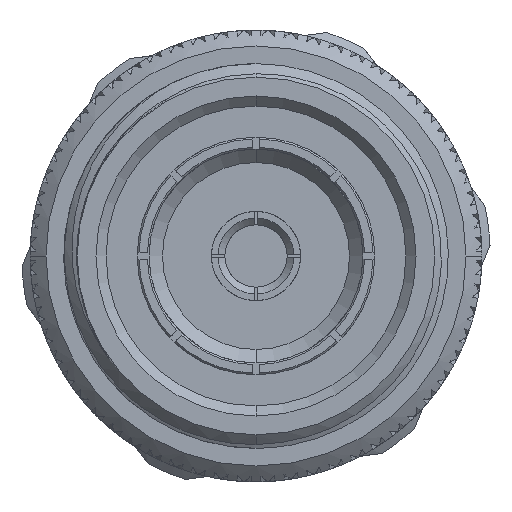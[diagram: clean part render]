
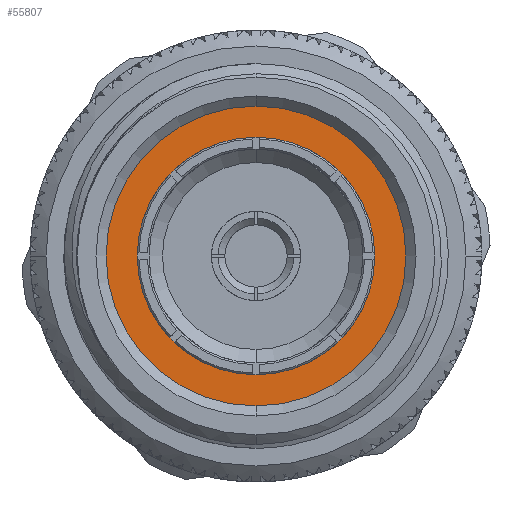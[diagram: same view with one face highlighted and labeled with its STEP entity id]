
A CAD part, left-side view. The second image highlights one B-rep face of the part: STEP entity #55807.
In plain terms, the highlighted planar face has unit normal (-1, 0, 0).
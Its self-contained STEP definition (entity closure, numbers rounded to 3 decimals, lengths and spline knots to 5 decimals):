
#106 = CARTESIAN_POINT ( 'NONE',  ( 0.32921, 0., 0. ) ) ;
#2128 = CIRCLE ( 'NONE', #28641, 0.3525 ) ;
#2594 = AXIS2_PLACEMENT_3D ( 'NONE', #52393, #64158, #17692 ) ;
#4976 = ORIENTED_EDGE ( 'NONE', *, *, #50196, .T. ) ;
#5115 = CIRCLE ( 'NONE', #21320, 0.3525 ) ;
#8896 = VERTEX_POINT ( 'NONE', #58655 ) ;
#9270 = VERTEX_POINT ( 'NONE', #69518 ) ;
#11656 = CARTESIAN_POINT ( 'NONE',  ( 0.32921, 0., 0. ) ) ;
#11908 = CARTESIAN_POINT ( 'NONE',  ( 0.32921, 0., 0.445 ) ) ;
#14316 = DIRECTION ( 'NONE',  ( 0., 0., 1. ) ) ;
#17684 = DIRECTION ( 'NONE',  ( -1., 0., 0. ) ) ;
#17692 = DIRECTION ( 'NONE',  ( 0., 0., 1. ) ) ;
#21099 = CIRCLE ( 'NONE', #2594, 0.445 ) ;
#21320 = AXIS2_PLACEMENT_3D ( 'NONE', #40916, #17684, #35269 ) ;
#27088 = CARTESIAN_POINT ( 'NONE',  ( 0.32921, 0., 0. ) ) ;
#28641 = AXIS2_PLACEMENT_3D ( 'NONE', #27088, #67873, #14316 ) ;
#31856 = VERTEX_POINT ( 'NONE', #63020 ) ;
#33851 = FACE_OUTER_BOUND ( 'NONE', #47565, .T. ) ;
#35269 = DIRECTION ( 'NONE',  ( 0., 0., 1. ) ) ;
#38303 = ORIENTED_EDGE ( 'NONE', *, *, #64704, .F. ) ;
#40916 = CARTESIAN_POINT ( 'NONE',  ( 0.32921, 0., 0. ) ) ;
#42422 = EDGE_CURVE ( 'NONE', #9270, #8896, #5115, .T. ) ;
#43229 = CIRCLE ( 'NONE', #61401, 0.445 ) ;
#46936 = DIRECTION ( 'NONE',  ( 0., 0., 1. ) ) ;
#47565 = EDGE_LOOP ( 'NONE', ( #4976, #65578 ) ) ;
#48813 = EDGE_LOOP ( 'NONE', ( #38303, #60282 ) ) ;
#50196 = EDGE_CURVE ( 'NONE', #70467, #31856, #21099, .T. ) ;
#52393 = CARTESIAN_POINT ( 'NONE',  ( 0.32921, 0., 0. ) ) ;
#52662 = DIRECTION ( 'NONE',  ( -1., 0., 0. ) ) ;
#54890 = FACE_BOUND ( 'NONE', #48813, .T. ) ;
#55807 = ADVANCED_FACE ( 'NONE', ( #33851, #54890 ), #64179, .T. ) ;
#58535 = DIRECTION ( 'NONE',  ( 0., 0., 1. ) ) ;
#58655 = CARTESIAN_POINT ( 'NONE',  ( 0.32921, 0., -0.3525 ) ) ;
#60282 = ORIENTED_EDGE ( 'NONE', *, *, #42422, .F. ) ;
#61401 = AXIS2_PLACEMENT_3D ( 'NONE', #11656, #69841, #46936 ) ;
#63020 = CARTESIAN_POINT ( 'NONE',  ( 0.32921, 0., -0.445 ) ) ;
#64158 = DIRECTION ( 'NONE',  ( -1., 0., 0. ) ) ;
#64179 = PLANE ( 'NONE',  #71485 ) ;
#64215 = EDGE_CURVE ( 'NONE', #31856, #70467, #43229, .T. ) ;
#64704 = EDGE_CURVE ( 'NONE', #8896, #9270, #2128, .T. ) ;
#65578 = ORIENTED_EDGE ( 'NONE', *, *, #64215, .T. ) ;
#67873 = DIRECTION ( 'NONE',  ( -1., 0., 0. ) ) ;
#69518 = CARTESIAN_POINT ( 'NONE',  ( 0.32921, 0., 0.3525 ) ) ;
#69841 = DIRECTION ( 'NONE',  ( -1., 0., 0. ) ) ;
#70467 = VERTEX_POINT ( 'NONE', #11908 ) ;
#71485 = AXIS2_PLACEMENT_3D ( 'NONE', #106, #52662, #58535 ) ;
